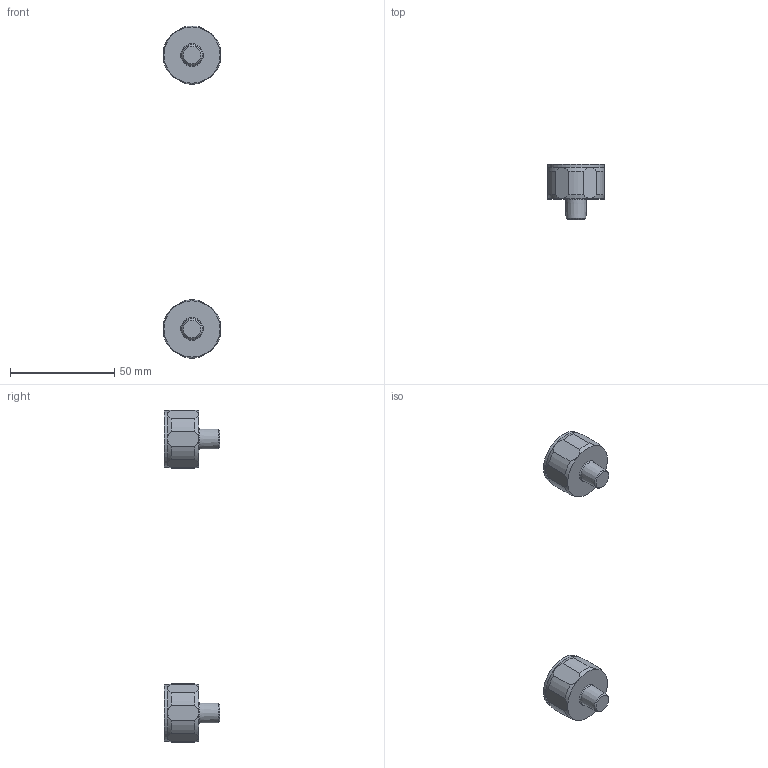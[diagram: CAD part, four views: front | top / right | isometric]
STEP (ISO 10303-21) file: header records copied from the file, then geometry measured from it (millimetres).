
FILE_DESCRIPTION(/* description */ ('STEP AP214'),/* implementation_level */ '2;1');
FILE_NAME(/* name */ '540782_DPA-40-16-MA-SET',/* time_stamp */ '2024-08-20T19:18:20+02:00',/* author */ ('License CC BY-ND 4.0'),/* organization */ ('CADENAS'),/* preprocessor_version */ 'ST-DEVELOPER v19.3',/* originating_system */ 'PARTsolutions',/* authorisation */ ' ');
FILE_SCHEMA (('AUTOMOTIVE_DESIGN {1 0 10303 214 3 1 1}'));
Length unit declared in the file: millimetre
Products named in the file (3): 540782 DPA-40-16-MA-SET; 541733 MA-27-16-R1/8; 541734 MA-27-25-R1/8
Assembly tree (2 placements, depth 2):
  540782 DPA-40-16-MA-SET
    541733 MA-27-16-R1/8
    541734 MA-27-25-R1/8
Bounding box: 27 x 26.5 x 159.5 mm (x, y, z)
Volume: 21128.3 mm3; surface area: 5747.7 mm2
Topology: 2 solids, 2 shells, 86 faces, 198 edges, 122 vertices
Faces by surface type: plane 30, cone 28, cylinder 26, torus 2
Full cylindrical faces by diameter (mm): 25 x2, 27 x2
Entity records: 3134 total; most frequent: CARTESIAN_POINT 591, DIRECTION 400, ORIENTED_EDGE 376, EDGE_CURVE 188, AXIS2_PLACEMENT_3D 171, VERTEX_POINT 122, EDGE_LOOP 102, FACE_BOUND 102
